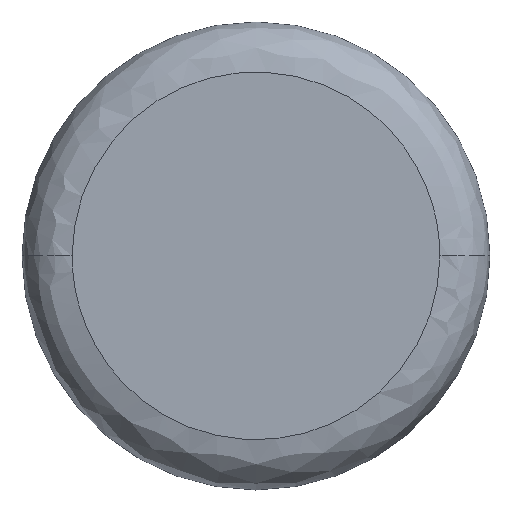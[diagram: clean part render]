
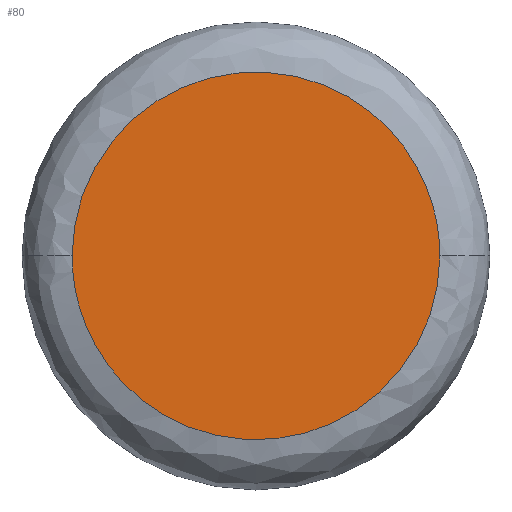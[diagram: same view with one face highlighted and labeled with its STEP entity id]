
A CAD part, top view. The second image highlights one B-rep face of the part: STEP entity #80.
In plain terms, the highlighted planar face has unit normal (0, 0, 1).
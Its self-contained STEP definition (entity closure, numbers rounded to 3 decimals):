
#1 = VERTEX_POINT ( 'NONE', #145 ) ;
#12 = CARTESIAN_POINT ( 'NONE',  ( 11., 0., 4. ) ) ;
#19 = EDGE_LOOP ( 'NONE', ( #40, #165 ) ) ;
#26 = AXIS2_PLACEMENT_3D ( 'NONE', #87, #103, #213 ) ;
#40 = ORIENTED_EDGE ( 'NONE', *, *, #180, .F. ) ;
#41 = CARTESIAN_POINT ( 'NONE',  ( 11., 22., 4. ) ) ;
#56 = CARTESIAN_POINT ( 'NONE',  ( -11., 0., 4. ) ) ;
#67 = CARTESIAN_POINT ( 'NONE',  ( -11., 0., 4. ) ) ;
#79 = EDGE_CURVE ( 'NONE', #1, #107, #113, .T. ) ;
#80 = ADVANCED_FACE ( 'NONE', ( #104 ), #211, .T. ) ;
#87 = CARTESIAN_POINT ( 'NONE',  ( 0., 0., 4. ) ) ;
#95 =( BOUNDED_CURVE ( )  B_SPLINE_CURVE ( 3, ( #56, #140, #41, #12 ),
 .UNSPECIFIED., .F., .F. ) 
 B_SPLINE_CURVE_WITH_KNOTS ( ( 4, 4 ),
 ( 0.5, 1. ),
 .UNSPECIFIED. ) 
 CURVE ( )  GEOMETRIC_REPRESENTATION_ITEM ( )  RATIONAL_B_SPLINE_CURVE ( ( 1., 0.333, 0.333, 1. ) ) 
 REPRESENTATION_ITEM ( '' )  );
#103 = DIRECTION ( 'NONE',  ( 0., 0., 1. ) ) ;
#104 = FACE_OUTER_BOUND ( 'NONE', #19, .T. ) ;
#107 = VERTEX_POINT ( 'NONE', #154 ) ;
#113 =( BOUNDED_CURVE ( )  B_SPLINE_CURVE ( 3, ( #155, #137, #193, #67 ),
 .UNSPECIFIED., .F., .T. ) 
 B_SPLINE_CURVE_WITH_KNOTS ( ( 4, 4 ),
 ( 0., 0.5 ),
 .UNSPECIFIED. ) 
 CURVE ( )  GEOMETRIC_REPRESENTATION_ITEM ( )  RATIONAL_B_SPLINE_CURVE ( ( 1., 0.333, 0.333, 1. ) ) 
 REPRESENTATION_ITEM ( '' )  );
#137 = CARTESIAN_POINT ( 'NONE',  ( 11., -22., 4. ) ) ;
#140 = CARTESIAN_POINT ( 'NONE',  ( -11., 22., 4. ) ) ;
#145 = CARTESIAN_POINT ( 'NONE',  ( 11., 0., 4. ) ) ;
#154 = CARTESIAN_POINT ( 'NONE',  ( -11., 0., 4. ) ) ;
#155 = CARTESIAN_POINT ( 'NONE',  ( 11., 0., 4. ) ) ;
#165 = ORIENTED_EDGE ( 'NONE', *, *, #79, .F. ) ;
#180 = EDGE_CURVE ( 'NONE', #107, #1, #95, .T. ) ;
#193 = CARTESIAN_POINT ( 'NONE',  ( -11., -22., 4. ) ) ;
#211 = PLANE ( 'NONE',  #26 ) ;
#213 = DIRECTION ( 'NONE',  ( 1., 0., 0. ) ) ;
